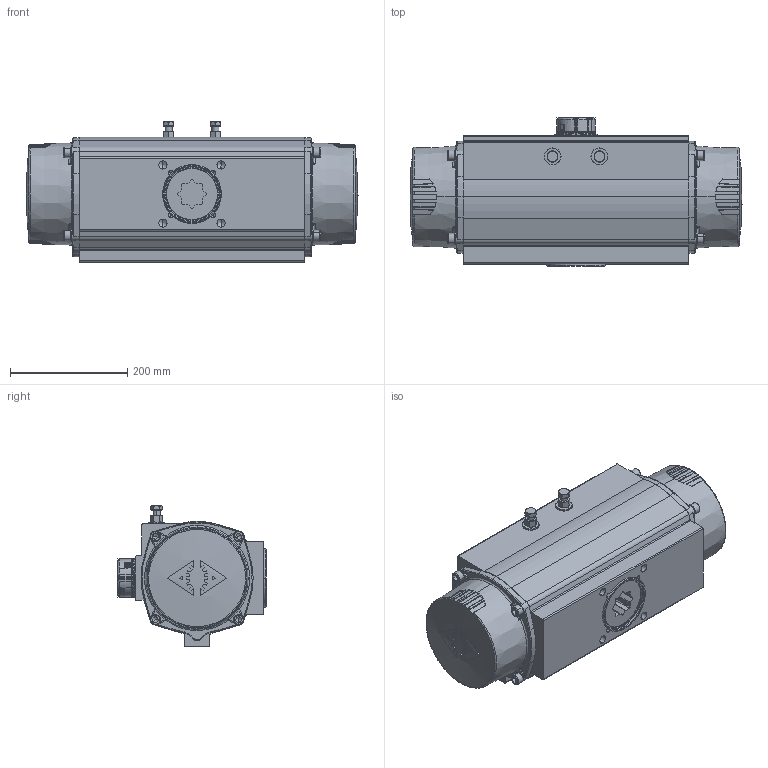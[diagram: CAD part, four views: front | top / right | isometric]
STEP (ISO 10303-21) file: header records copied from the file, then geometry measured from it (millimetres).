
FILE_DESCRIPTION (( 'STEP AP214' ), '1' );
FILE_NAME ('ASR1200.STEP', '2011-12-07T11:41:31', ( 'ossuin - p' ), ( 'Ossuin' ), 'SwSTEP 2.0', 'SolidWorks 2010', '' );
FILE_SCHEMA (( 'AUTOMOTIVE_DESIGN' ));
Length unit declared in the file: millimetre
Products named in the file (10): E1200N; Tapon ﾘ65; C1200; ASR1200; Washer DIN 125 - A 15_Washer DIN 125 - A 15; T1200; CR1200; DIN 912 M12 x 35 --- 35C_Default; ISO 4014 - M12 x 50 x 50-C_ISO 4014 - M12 x 50 x 50-C; Hexagon Nut ISO 4034 - M12 - N_Hexagon Nut ISO 4034 - M12 - N
Assembly tree (20 placements, depth 2):
  ASR1200
    Hexagon Nut ISO 4034 - M12 - N_Hexagon Nut ISO 4034 - M12 - N  x2
    Washer DIN 125 - A 15_Washer DIN 125 - A 15  x2
    DIN 912 M12 x 35 --- 35C_Default  x8
    T1200  x2
    E1200N
    ISO 4014 - M12 x 50 x 50-C_ISO 4014 - M12 x 50 x 50-C  x2
    C1200
    CR1200
    Tapon ﾘ65
Bounding box: 565.89 x 253.28 x 238.9 mm (x, y, z)
Volume: 6206592 mm3; surface area: 1108594.6 mm2
Topology: 33 solids, 33 shells, 3642 faces, 9655 edges, 6058 vertices
Faces by surface type: plane 1302, cylinder 1263, bspline 535, cone 312, torus 170, sphere 60
Entity records: 141505 total; most frequent: CARTESIAN_POINT 51737, ORIENTED_EDGE 15538, DIRECTION 14029, EDGE_CURVE 7769, AXIS2_PLACEMENT_3D 5235, VERTEX_POINT 4970, LINE 3559, VECTOR 3559
